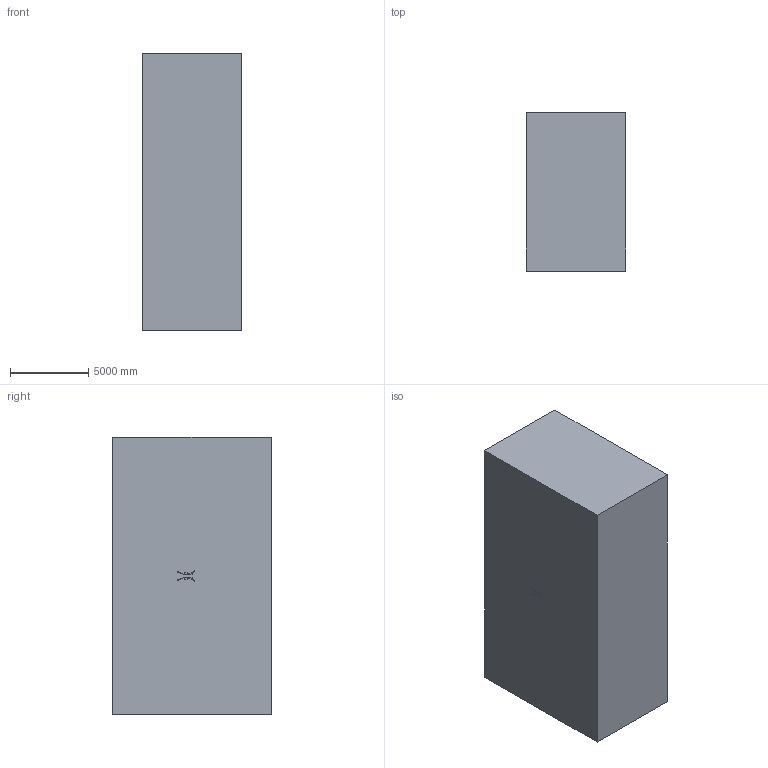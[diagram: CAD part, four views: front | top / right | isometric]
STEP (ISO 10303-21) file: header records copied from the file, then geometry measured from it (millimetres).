
FILE_DESCRIPTION (( 'STEP AP214' ), '1' );
FILE_NAME ('Conical_20_degree_With_Bottom_Cone.STEP', '2023-10-19T21:32:38', ( '' ), ( '' ), 'SwSTEP 2.0', 'SolidWorks 2023', '' );
FILE_SCHEMA (( 'AUTOMOTIVE_DESIGN' ));
Length unit declared in the file: inch
Products named in the file (1): Conical_20_degree_With_Bottom_Cone
Bounding box: 6350 x 10160 x 17780 mm (x, y, z)
Volume: 1147094480000 mm3; surface area: 719045983.6 mm2
Topology: 2 solids, 2 shells, 42 faces, 114 edges, 76 vertices
Faces by surface type: plane 16, cone 12, cylinder 8, torus 6
Entity records: 1386 total; most frequent: DIRECTION 246, CARTESIAN_POINT 233, ORIENTED_EDGE 228, EDGE_CURVE 114, AXIS2_PLACEMENT_3D 89, VERTEX_POINT 76, VECTOR 68, LINE 68
